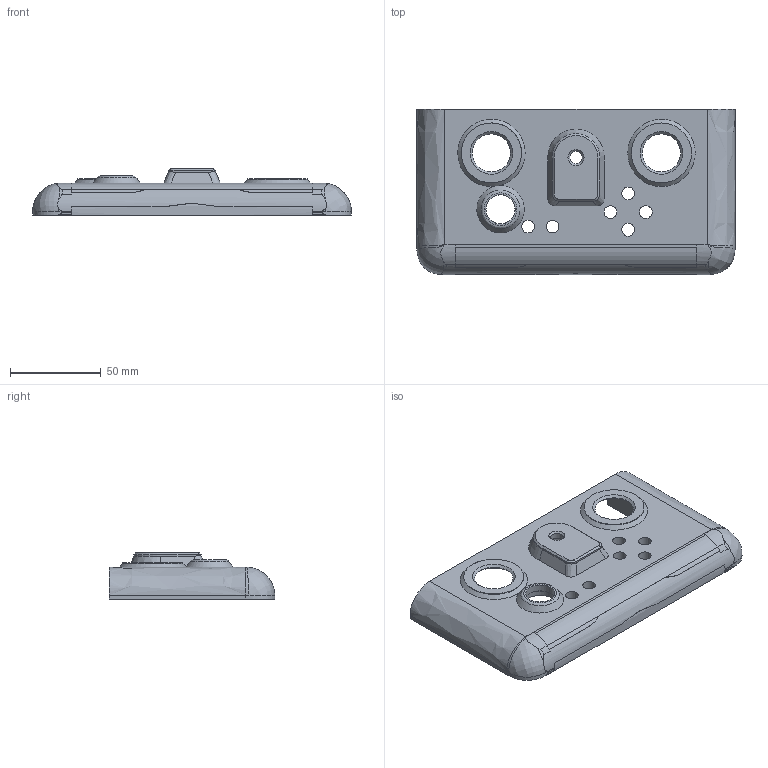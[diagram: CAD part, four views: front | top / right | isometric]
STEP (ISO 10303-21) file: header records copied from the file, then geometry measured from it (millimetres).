
FILE_DESCRIPTION(/* description */ ('STEP AP242','CAx-IF Rec.Pracs.---Representation and Presentation of Product Manufacturing Information (PMI)---4.0---2014-10-13','CAx-IF Rec.Pracs.---3D Tessellated Geometry---0.4---2014-09-14','2;1'),/* implementation_level */ '2;1');
FILE_NAME(/* name */ '65d197d7c6b9344a8c9a0404',/* time_stamp */ '2024-02-18T05:38:31Z',/* author */ (''),/* organization */ (''),/* preprocessor_version */ 'ST-DEVELOPER v19.4',/* originating_system */ ' ',/* authorisation */ ' ');
FILE_SCHEMA (('AP242_MANAGED_MODEL_BASED_3D_ENGINEERING_MIM_LF { 1 0 10303 442 1 1 4 }'));
Length unit declared in the file: metre
Products named in the file (1): top shell
Bounding box: 175.14 x 91.21 x 25.57 mm (x, y, z)
Volume: 116643.3 mm3; surface area: 43605.6 mm2
Topology: 1 solids, 1 shells, 151 faces, 401 edges, 266 vertices
Faces by surface type: plane 72, cylinder 33, bspline 26, cone 20
Full cylindrical faces by diameter (mm): 5.1 x6, 6.817 x1, 7 x6, 16 x1, 16.033 x1, 33 x2
Entity records: 6181 total; most frequent: CARTESIAN_POINT 2909, ORIENTED_EDGE 678, DIRECTION 566, EDGE_CURVE 339, VERTEX_POINT 240, EDGE_LOOP 221, FACE_BOUND 221, AXIS2_PLACEMENT_3D 220
